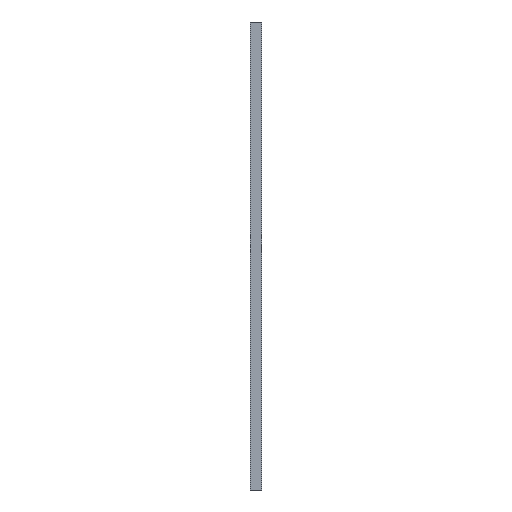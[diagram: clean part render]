
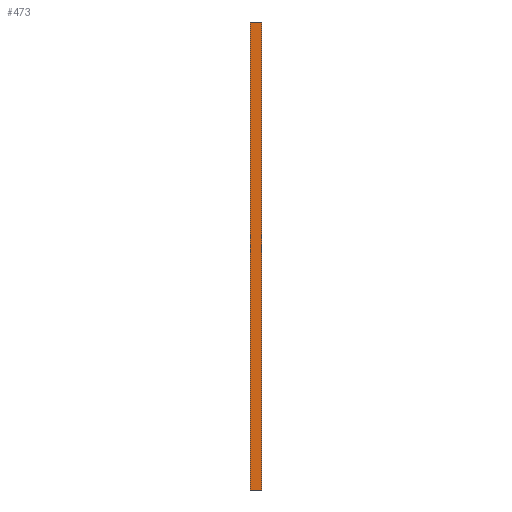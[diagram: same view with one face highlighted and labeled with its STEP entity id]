
A CAD part, left-side view. The second image highlights one B-rep face of the part: STEP entity #473.
In plain terms, the highlighted planar face has unit normal (-1, 0, 0).
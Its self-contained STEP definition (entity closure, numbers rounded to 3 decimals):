
#30 = LINE ( 'NONE', #613, #440 ) ;
#91 = ORIENTED_EDGE ( 'NONE', *, *, #100, .T. ) ;
#100 = EDGE_CURVE ( 'NONE', #152, #567, #30, .T. ) ;
#114 = EDGE_CURVE ( 'NONE', #567, #700, #466, .T. ) ;
#116 = ORIENTED_EDGE ( 'NONE', *, *, #491, .F. ) ;
#152 = VERTEX_POINT ( 'NONE', #1007 ) ;
#174 = CARTESIAN_POINT ( 'NONE',  ( 0., 0., 150. ) ) ;
#202 = DIRECTION ( 'NONE',  ( 0., 0., -1. ) ) ;
#226 = DIRECTION ( 'NONE',  ( 0., 0., 1. ) ) ;
#264 = CARTESIAN_POINT ( 'NONE',  ( 0., 3., 0. ) ) ;
#282 = VERTEX_POINT ( 'NONE', #559 ) ;
#312 = LINE ( 'NONE', #344, #824 ) ;
#344 = CARTESIAN_POINT ( 'NONE',  ( 0., 3., 150. ) ) ;
#346 = DIRECTION ( 'NONE',  ( 0., -1., 0. ) ) ;
#357 = AXIS2_PLACEMENT_3D ( 'NONE', #264, #590, #202 ) ;
#440 = VECTOR ( 'NONE', #464, 1000. ) ;
#464 = DIRECTION ( 'NONE',  ( 0., -1., 0. ) ) ;
#466 = LINE ( 'NONE', #845, #954 ) ;
#473 = ADVANCED_FACE ( 'NONE', ( #813 ), #502, .F. ) ;
#491 = EDGE_CURVE ( 'NONE', #282, #700, #312, .T. ) ;
#502 = PLANE ( 'NONE',  #357 ) ;
#547 = DIRECTION ( 'NONE',  ( 0., 0., 1. ) ) ;
#552 = VECTOR ( 'NONE', #547, 1000. ) ;
#559 = CARTESIAN_POINT ( 'NONE',  ( 0., 3., 150. ) ) ;
#567 = VERTEX_POINT ( 'NONE', #740 ) ;
#590 = DIRECTION ( 'NONE',  ( 1., 0., 0. ) ) ;
#613 = CARTESIAN_POINT ( 'NONE',  ( 0., 3., 30. ) ) ;
#667 = EDGE_LOOP ( 'NONE', ( #91, #1005, #116, #1014 ) ) ;
#696 = EDGE_CURVE ( 'NONE', #152, #282, #754, .T. ) ;
#700 = VERTEX_POINT ( 'NONE', #174 ) ;
#740 = CARTESIAN_POINT ( 'NONE',  ( 0., 0., 30. ) ) ;
#754 = LINE ( 'NONE', #852, #552 ) ;
#813 = FACE_OUTER_BOUND ( 'NONE', #667, .T. ) ;
#824 = VECTOR ( 'NONE', #346, 1000. ) ;
#845 = CARTESIAN_POINT ( 'NONE',  ( 0., 0., 0. ) ) ;
#852 = CARTESIAN_POINT ( 'NONE',  ( 0., 3., 0. ) ) ;
#954 = VECTOR ( 'NONE', #226, 1000. ) ;
#1005 = ORIENTED_EDGE ( 'NONE', *, *, #114, .T. ) ;
#1007 = CARTESIAN_POINT ( 'NONE',  ( 0., 3., 30. ) ) ;
#1014 = ORIENTED_EDGE ( 'NONE', *, *, #696, .F. ) ;
